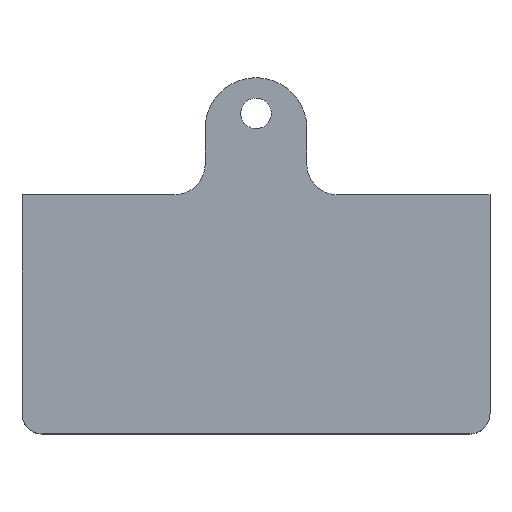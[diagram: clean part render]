
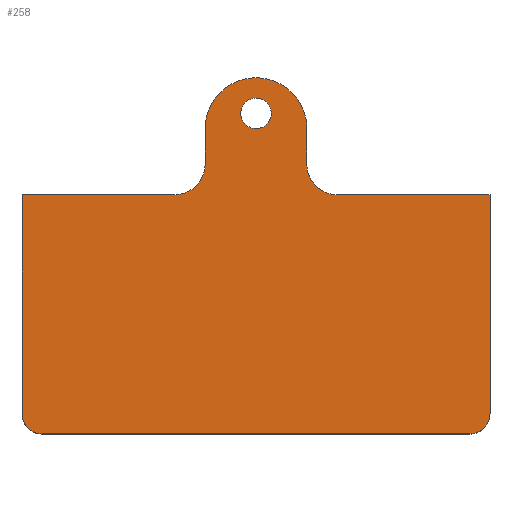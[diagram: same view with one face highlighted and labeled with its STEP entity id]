
A CAD part, top view. The second image highlights one B-rep face of the part: STEP entity #258.
In plain terms, the highlighted free-form (B-spline) face has degree [1, 1] with [2, 2] control points.
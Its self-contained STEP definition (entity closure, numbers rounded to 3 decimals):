
#31 = VERTEX_POINT('',#32);
#32 = CARTESIAN_POINT('',(10.778,15.83,2.695
    ));
#37 = EDGE_CURVE('',#38,#31,#40,.T.);
#38 = VERTEX_POINT('',#39);
#39 = CARTESIAN_POINT('',(30.987,15.83,2.695
    ));
#40 = B_SPLINE_CURVE_WITH_KNOTS('',1,(#41,#42),.UNSPECIFIED.,.F.,.F.,(2,
    2),(-18.5,-3.5),.PIECEWISE_BEZIER_KNOTS.);
#41 = CARTESIAN_POINT('',(30.987,15.83,2.695
    ));
#42 = CARTESIAN_POINT('',(10.778,15.83,2.695
    ));
#178 = EDGE_CURVE('',#31,#179,#181,.T.);
#179 = VERTEX_POINT('',#180);
#180 = CARTESIAN_POINT('',(6.736,19.872,2.695)
  );
#181 = ( BOUNDED_CURVE() B_SPLINE_CURVE(2,(#182,#183,#184),
.UNSPECIFIED.,.F.,.F.) B_SPLINE_CURVE_WITH_KNOTS((3,3),(0.,
1.571),.PIECEWISE_BEZIER_KNOTS.) CURVE() 
GEOMETRIC_REPRESENTATION_ITEM() RATIONAL_B_SPLINE_CURVE((1.,
0.707,1.)) REPRESENTATION_ITEM('') );
#182 = CARTESIAN_POINT('',(10.778,15.83,
    2.695));
#183 = CARTESIAN_POINT('',(6.736,15.83,2.695)
  );
#184 = CARTESIAN_POINT('',(6.736,19.872,2.695)
  );
#258 = ADVANCED_FACE('',(#259,#337),#351,.T.);
#259 = FACE_BOUND('',#260,.T.);
#260 = EDGE_LOOP('',(#261,#262,#263,#270,#280,#287,#295,#302,#309,#317,
    #324,#332));
#261 = ORIENTED_EDGE('',*,*,#37,.T.);
#262 = ORIENTED_EDGE('',*,*,#178,.T.);
#263 = ORIENTED_EDGE('',*,*,#264,.F.);
#264 = EDGE_CURVE('',#265,#179,#267,.T.);
#265 = VERTEX_POINT('',#266);
#266 = CARTESIAN_POINT('',(6.736,24.588,2.695)
  );
#267 = B_SPLINE_CURVE_WITH_KNOTS('',1,(#268,#269),.UNSPECIFIED.,.F.,.F.,
  (2,2),(-8.933,-5.433),.PIECEWISE_BEZIER_KNOTS.);
#268 = CARTESIAN_POINT('',(6.736,24.588,2.695)
  );
#269 = CARTESIAN_POINT('',(6.736,19.872,2.695)
  );
#270 = ORIENTED_EDGE('',*,*,#271,.F.);
#271 = EDGE_CURVE('',#272,#265,#274,.T.);
#272 = VERTEX_POINT('',#273);
#273 = CARTESIAN_POINT('',(-6.736,24.588,2.695
    ));
#274 = ( BOUNDED_CURVE() B_SPLINE_CURVE(2,(#275,#276,#277,#278,#279),
.UNSPECIFIED.,.F.,.F.) B_SPLINE_CURVE_WITH_KNOTS((3,2,3),(3.142,
4.712,6.283),.PIECEWISE_BEZIER_KNOTS.) CURVE() 
GEOMETRIC_REPRESENTATION_ITEM() RATIONAL_B_SPLINE_CURVE((1.,
0.707,1.,0.707,1.)) REPRESENTATION_ITEM('') );
#275 = CARTESIAN_POINT('',(-6.736,24.588,2.695
    ));
#276 = CARTESIAN_POINT('',(-6.736,31.324,2.695
    ));
#277 = CARTESIAN_POINT('',(0.,31.324,
    2.695));
#278 = CARTESIAN_POINT('',(6.736,31.324,2.695)
  );
#279 = CARTESIAN_POINT('',(6.736,24.588,2.695)
  );
#280 = ORIENTED_EDGE('',*,*,#281,.T.);
#281 = EDGE_CURVE('',#272,#282,#284,.T.);
#282 = VERTEX_POINT('',#283);
#283 = CARTESIAN_POINT('',(-6.736,19.872,2.695
    ));
#284 = B_SPLINE_CURVE_WITH_KNOTS('',1,(#285,#286),.UNSPECIFIED.,.F.,.F.,
  (2,2),(-8.933,-5.433),.PIECEWISE_BEZIER_KNOTS.);
#285 = CARTESIAN_POINT('',(-6.736,24.588,2.695
    ));
#286 = CARTESIAN_POINT('',(-6.736,19.872,2.695
    ));
#287 = ORIENTED_EDGE('',*,*,#288,.T.);
#288 = EDGE_CURVE('',#282,#289,#291,.T.);
#289 = VERTEX_POINT('',#290);
#290 = CARTESIAN_POINT('',(-10.778,15.83,
    2.695));
#291 = ( BOUNDED_CURVE() B_SPLINE_CURVE(2,(#292,#293,#294),
.UNSPECIFIED.,.F.,.F.) B_SPLINE_CURVE_WITH_KNOTS((3,3),(4.712,
6.283),.PIECEWISE_BEZIER_KNOTS.) CURVE() 
GEOMETRIC_REPRESENTATION_ITEM() RATIONAL_B_SPLINE_CURVE((1.,
0.707,1.)) REPRESENTATION_ITEM('') );
#292 = CARTESIAN_POINT('',(-6.736,19.872,2.695
    ));
#293 = CARTESIAN_POINT('',(-6.736,15.83,2.695
    ));
#294 = CARTESIAN_POINT('',(-10.778,15.83,
    2.695));
#295 = ORIENTED_EDGE('',*,*,#296,.F.);
#296 = EDGE_CURVE('',#297,#289,#299,.T.);
#297 = VERTEX_POINT('',#298);
#298 = CARTESIAN_POINT('',(-30.987,15.83,
    2.695));
#299 = B_SPLINE_CURVE_WITH_KNOTS('',1,(#300,#301),.UNSPECIFIED.,.F.,.F.,
  (2,2),(0.,15.),.PIECEWISE_BEZIER_KNOTS.);
#300 = CARTESIAN_POINT('',(-30.987,15.83,
    2.695));
#301 = CARTESIAN_POINT('',(-10.778,15.83,
    2.695));
#302 = ORIENTED_EDGE('',*,*,#303,.F.);
#303 = EDGE_CURVE('',#304,#297,#306,.T.);
#304 = VERTEX_POINT('',#305);
#305 = CARTESIAN_POINT('',(-30.987,-13.136,
    2.695));
#306 = B_SPLINE_CURVE_WITH_KNOTS('',1,(#307,#308),.UNSPECIFIED.,.F.,.F.,
  (2,2),(2.,23.5),.PIECEWISE_BEZIER_KNOTS.);
#307 = CARTESIAN_POINT('',(-30.987,-13.136,
    2.695));
#308 = CARTESIAN_POINT('',(-30.987,15.83,
    2.695));
#309 = ORIENTED_EDGE('',*,*,#310,.T.);
#310 = EDGE_CURVE('',#304,#311,#313,.T.);
#311 = VERTEX_POINT('',#312);
#312 = CARTESIAN_POINT('',(-28.293,-15.83,
    2.695));
#313 = ( BOUNDED_CURVE() B_SPLINE_CURVE(2,(#314,#315,#316),
.UNSPECIFIED.,.F.,.F.) B_SPLINE_CURVE_WITH_KNOTS((3,3),(1.571,
3.142),.PIECEWISE_BEZIER_KNOTS.) CURVE() 
GEOMETRIC_REPRESENTATION_ITEM() RATIONAL_B_SPLINE_CURVE((1.,
0.707,1.)) REPRESENTATION_ITEM('') );
#314 = CARTESIAN_POINT('',(-30.987,-13.136,
    2.695));
#315 = CARTESIAN_POINT('',(-30.987,-15.83,
    2.695));
#316 = CARTESIAN_POINT('',(-28.293,-15.83,
    2.695));
#317 = ORIENTED_EDGE('',*,*,#318,.F.);
#318 = EDGE_CURVE('',#319,#311,#321,.T.);
#319 = VERTEX_POINT('',#320);
#320 = CARTESIAN_POINT('',(28.293,-15.83,
    2.695));
#321 = B_SPLINE_CURVE_WITH_KNOTS('',1,(#322,#323),.UNSPECIFIED.,.F.,.F.,
  (2,2),(2.,44.),.PIECEWISE_BEZIER_KNOTS.);
#322 = CARTESIAN_POINT('',(28.293,-15.83,
    2.695));
#323 = CARTESIAN_POINT('',(-28.293,-15.83,
    2.695));
#324 = ORIENTED_EDGE('',*,*,#325,.F.);
#325 = EDGE_CURVE('',#326,#319,#328,.T.);
#326 = VERTEX_POINT('',#327);
#327 = CARTESIAN_POINT('',(30.987,-13.136,
    2.695));
#328 = ( BOUNDED_CURVE() B_SPLINE_CURVE(2,(#329,#330,#331),
.UNSPECIFIED.,.F.,.F.) B_SPLINE_CURVE_WITH_KNOTS((3,3),(1.571,
3.142),.PIECEWISE_BEZIER_KNOTS.) CURVE() 
GEOMETRIC_REPRESENTATION_ITEM() RATIONAL_B_SPLINE_CURVE((1.,
0.707,1.)) REPRESENTATION_ITEM('') );
#329 = CARTESIAN_POINT('',(30.987,-13.136,
    2.695));
#330 = CARTESIAN_POINT('',(30.987,-15.83,
    2.695));
#331 = CARTESIAN_POINT('',(28.293,-15.83,
    2.695));
#332 = ORIENTED_EDGE('',*,*,#333,.F.);
#333 = EDGE_CURVE('',#38,#326,#334,.T.);
#334 = B_SPLINE_CURVE_WITH_KNOTS('',1,(#335,#336),.UNSPECIFIED.,.F.,.F.,
  (2,2),(0.,21.5),.PIECEWISE_BEZIER_KNOTS.);
#335 = CARTESIAN_POINT('',(30.987,15.83,
    2.695));
#336 = CARTESIAN_POINT('',(30.987,-13.136,
    2.695));
#337 = FACE_BOUND('',#338,.T.);
#338 = EDGE_LOOP('',(#339));
#339 = ORIENTED_EDGE('',*,*,#340,.T.);
#340 = EDGE_CURVE('',#341,#341,#343,.T.);
#341 = VERTEX_POINT('',#342);
#342 = CARTESIAN_POINT('',(2.021,26.609,2.695
    ));
#343 = ( BOUNDED_CURVE() B_SPLINE_CURVE(2,(#344,#345,#346,#347,#348,#349
,#350),.UNSPECIFIED.,.T.,.F.) B_SPLINE_CURVE_WITH_KNOTS((1,2,2,2,2,1),(
    -2.094,0.,2.094,4.189,6.283,
8.378),.UNSPECIFIED.) CURVE() GEOMETRIC_REPRESENTATION_ITEM() 
RATIONAL_B_SPLINE_CURVE((1.,0.5,1.,0.5,1.,0.5,1.)) REPRESENTATION_ITEM(
  '') );
#344 = CARTESIAN_POINT('',(2.021,26.609,2.695
    ));
#345 = CARTESIAN_POINT('',(2.021,23.108,2.695
    ));
#346 = CARTESIAN_POINT('',(-1.01,24.858,
    2.695));
#347 = CARTESIAN_POINT('',(-4.042,26.609,
    2.695));
#348 = CARTESIAN_POINT('',(-1.01,28.359,
    2.695));
#349 = CARTESIAN_POINT('',(2.021,30.109,2.695
    ));
#350 = CARTESIAN_POINT('',(2.021,26.609,2.695
    ));
#351 = B_SPLINE_SURFACE_WITH_KNOTS('',1,1,(
    (#352,#353)
    ,(#354,#355
    )),.UNSPECIFIED.,.F.,.F.,.F.,(2,2),(2,2),(-23.,23.),(-14.432
    ,20.568),.PIECEWISE_BEZIER_KNOTS.);
#352 = CARTESIAN_POINT('',(-30.987,-15.83,
    2.695));
#353 = CARTESIAN_POINT('',(-30.987,31.324,
    2.695));
#354 = CARTESIAN_POINT('',(30.987,-15.83,
    2.695));
#355 = CARTESIAN_POINT('',(30.987,31.324,
    2.695));
